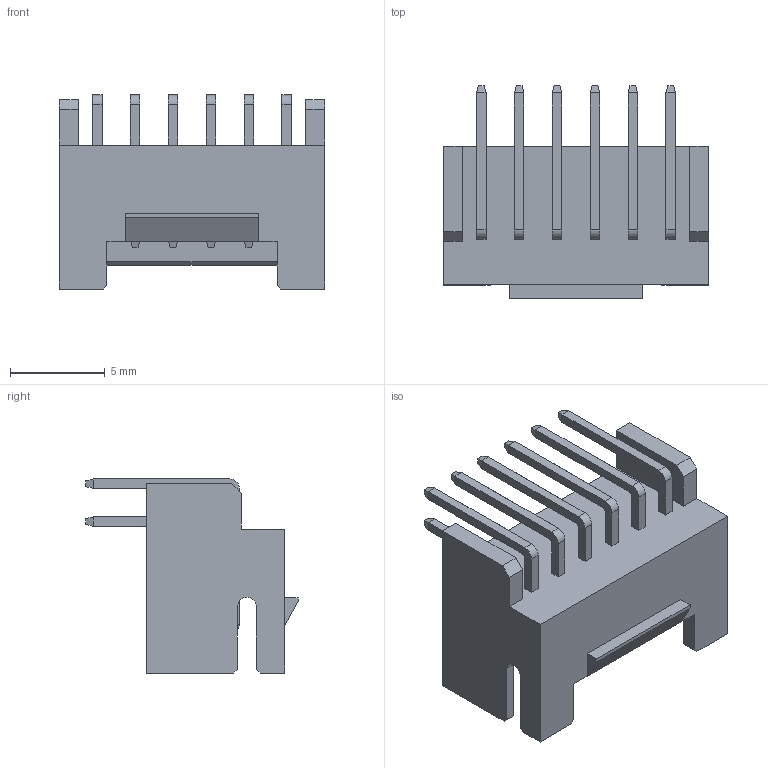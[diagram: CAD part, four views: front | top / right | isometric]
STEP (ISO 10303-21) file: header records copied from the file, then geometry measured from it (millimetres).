
FILE_DESCRIPTION (( 'STEP AP214' ), '1' );
FILE_NAME ('FWF20017-D12B22W5B-REF.STEP', '2025-06-10T07:08:59', ( '' ), ( '' ), 'SwSTEP 2.0', 'SolidWorks 2021', '' );
FILE_SCHEMA (( 'AUTOMOTIVE_DESIGN' ));
Length unit declared in the file: millimetre
Products named in the file (1): FWF20017-D12B22W5B-REF
Bounding box: 14 x 11.2 x 10.25 mm (x, y, z)
Volume: 329.5 mm3; surface area: 1048.7 mm2
Topology: 1 solids, 1 shells, 321 faces, 773 edges, 478 vertices
Faces by surface type: plane 293, cylinder 28
Entity records: 9087 total; most frequent: CARTESIAN_POINT 1591, ORIENTED_EDGE 1546, DIRECTION 1467, EDGE_CURVE 773, LINE 711, VECTOR 711, VERTEX_POINT 478, AXIS2_PLACEMENT_3D 378
